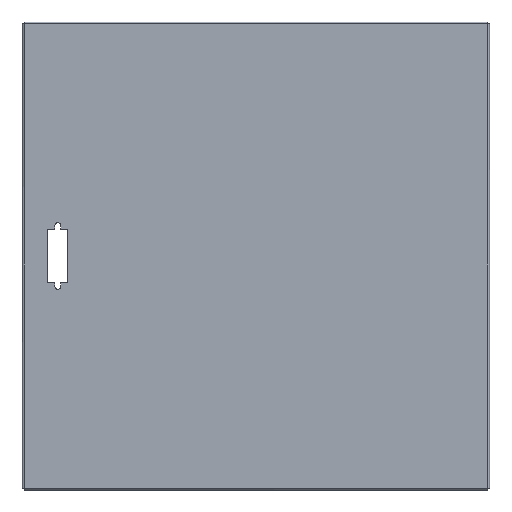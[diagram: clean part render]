
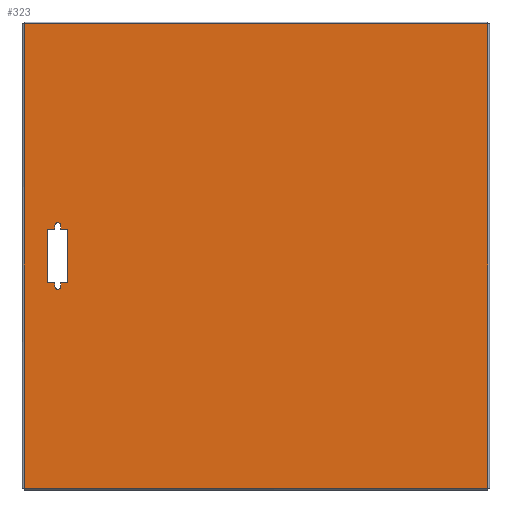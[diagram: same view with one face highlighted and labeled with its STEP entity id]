
A CAD part, top view. The second image highlights one B-rep face of the part: STEP entity #323.
In plain terms, the highlighted planar face has unit normal (0, 0, 1).
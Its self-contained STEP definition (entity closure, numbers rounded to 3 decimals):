
#184=CARTESIAN_POINT('',(302.79,-303.34,0.0));
#185=DIRECTION('',(0.0,0.0,-1.0));
#186=DIRECTION('',(-1.0,0.0,0.0));
#187=AXIS2_PLACEMENT_3D('',#184,#185,#186);
#188=PLANE('',#187);
#189=CARTESIAN_POINT('',(275.263,-275.763,0.));
#190=VERTEX_POINT('',#189);
#191=CARTESIAN_POINT('',(275.263,275.763,0.));
#192=VERTEX_POINT('',#191);
#193=CARTESIAN_POINT('',(275.263,-275.763,0.));
#194=DIRECTION('',(0.0,1.0,0.0));
#195=VECTOR('',#194,551.527);
#196=LINE('',#193,#195);
#197=EDGE_CURVE('',#190,#192,#196,.T.);
#198=ORIENTED_EDGE('',*,*,#197,.T.);
#199=CARTESIAN_POINT('',(-275.263,275.763,0.));
#200=VERTEX_POINT('',#199);
#201=CARTESIAN_POINT('',(275.263,275.763,0.));
#202=DIRECTION('',(-1.0,0.0,0.0));
#203=VECTOR('',#202,550.527);
#204=LINE('',#201,#203);
#205=EDGE_CURVE('',#192,#200,#204,.T.);
#206=ORIENTED_EDGE('',*,*,#205,.T.);
#207=CARTESIAN_POINT('',(-275.263,-275.763,0.));
#208=VERTEX_POINT('',#207);
#209=CARTESIAN_POINT('',(-275.263,275.763,0.));
#210=DIRECTION('',(0.0,-1.0,0.0));
#211=VECTOR('',#210,551.527);
#212=LINE('',#209,#211);
#213=EDGE_CURVE('',#200,#208,#212,.T.);
#214=ORIENTED_EDGE('',*,*,#213,.T.);
#215=CARTESIAN_POINT('',(-275.263,-275.763,0.));
#216=DIRECTION('',(1.0,0.0,0.0));
#217=VECTOR('',#216,550.527);
#218=LINE('',#215,#217);
#219=EDGE_CURVE('',#208,#190,#218,.T.);
#220=ORIENTED_EDGE('',*,*,#219,.T.);
#221=EDGE_LOOP('',(#198,#206,#214,#220));
#222=FACE_OUTER_BOUND('',#221,.T.);
#223=CARTESIAN_POINT('',(-231.7,31.5,0.0));
#224=VERTEX_POINT('',#223);
#225=CARTESIAN_POINT('',(-231.7,36.,0.0));
#226=VERTEX_POINT('',#225);
#227=CARTESIAN_POINT('',(-231.7,31.5,0.0));
#228=DIRECTION('',(0.0,1.0,0.0));
#229=VECTOR('',#228,4.5);
#230=LINE('',#227,#229);
#231=EDGE_CURVE('',#224,#226,#230,.T.);
#232=ORIENTED_EDGE('',*,*,#231,.F.);
#233=CARTESIAN_POINT('',(-223.2,31.5,0.0));
#234=VERTEX_POINT('',#233);
#235=CARTESIAN_POINT('',(-223.2,31.5,0.0));
#236=DIRECTION('',(-1.0,0.0,0.0));
#237=VECTOR('',#236,8.5);
#238=LINE('',#235,#237);
#239=EDGE_CURVE('',#234,#224,#238,.T.);
#240=ORIENTED_EDGE('',*,*,#239,.F.);
#241=CARTESIAN_POINT('',(-223.2,-31.5,0.0));
#242=VERTEX_POINT('',#241);
#243=CARTESIAN_POINT('',(-223.2,-31.5,0.0));
#244=DIRECTION('',(0.0,1.0,0.0));
#245=VECTOR('',#244,63.0);
#246=LINE('',#243,#245);
#247=EDGE_CURVE('',#242,#234,#246,.T.);
#248=ORIENTED_EDGE('',*,*,#247,.F.);
#249=CARTESIAN_POINT('',(-231.7,-31.5,0.0));
#250=VERTEX_POINT('',#249);
#251=CARTESIAN_POINT('',(-231.7,-31.5,0.0));
#252=DIRECTION('',(1.0,0.0,0.0));
#253=VECTOR('',#252,8.5);
#254=LINE('',#251,#253);
#255=EDGE_CURVE('',#250,#242,#254,.T.);
#256=ORIENTED_EDGE('',*,*,#255,.F.);
#257=CARTESIAN_POINT('',(-231.7,-36.,0.0));
#258=VERTEX_POINT('',#257);
#259=CARTESIAN_POINT('',(-231.7,-36.,0.0));
#260=DIRECTION('',(0.0,1.0,0.0));
#261=VECTOR('',#260,4.5);
#262=LINE('',#259,#261);
#263=EDGE_CURVE('',#258,#250,#262,.T.);
#264=ORIENTED_EDGE('',*,*,#263,.F.);
#265=CARTESIAN_POINT('',(-238.7,-36.,0.0));
#266=VERTEX_POINT('',#265);
#267=CARTESIAN_POINT('',(-235.2,-36.,0.0));
#268=DIRECTION('',(0.0,0.0,1.0));
#269=DIRECTION('',(1.0,0.0,0.0));
#270=AXIS2_PLACEMENT_3D('',#267,#268,#269);
#271=CIRCLE('',#270,3.5);
#272=EDGE_CURVE('',#266,#258,#271,.T.);
#273=ORIENTED_EDGE('',*,*,#272,.F.);
#274=CARTESIAN_POINT('',(-238.7,-31.5,0.0));
#275=VERTEX_POINT('',#274);
#276=CARTESIAN_POINT('',(-238.7,-31.5,0.0));
#277=DIRECTION('',(0.0,-1.0,0.0));
#278=VECTOR('',#277,4.5);
#279=LINE('',#276,#278);
#280=EDGE_CURVE('',#275,#266,#279,.T.);
#281=ORIENTED_EDGE('',*,*,#280,.F.);
#282=CARTESIAN_POINT('',(-247.2,-31.5,0.0));
#283=VERTEX_POINT('',#282);
#284=CARTESIAN_POINT('',(-247.2,-31.5,0.0));
#285=DIRECTION('',(1.0,0.0,0.0));
#286=VECTOR('',#285,8.5);
#287=LINE('',#284,#286);
#288=EDGE_CURVE('',#283,#275,#287,.T.);
#289=ORIENTED_EDGE('',*,*,#288,.F.);
#290=CARTESIAN_POINT('',(-247.2,31.5,0.0));
#291=VERTEX_POINT('',#290);
#292=CARTESIAN_POINT('',(-247.2,31.5,0.0));
#293=DIRECTION('',(0.0,-1.0,0.0));
#294=VECTOR('',#293,63.0);
#295=LINE('',#292,#294);
#296=EDGE_CURVE('',#291,#283,#295,.T.);
#297=ORIENTED_EDGE('',*,*,#296,.F.);
#298=CARTESIAN_POINT('',(-238.7,31.5,0.0));
#299=VERTEX_POINT('',#298);
#300=CARTESIAN_POINT('',(-238.7,31.5,0.0));
#301=DIRECTION('',(-1.0,0.0,0.0));
#302=VECTOR('',#301,8.5);
#303=LINE('',#300,#302);
#304=EDGE_CURVE('',#299,#291,#303,.T.);
#305=ORIENTED_EDGE('',*,*,#304,.F.);
#306=CARTESIAN_POINT('',(-238.7,36.,0.0));
#307=VERTEX_POINT('',#306);
#308=CARTESIAN_POINT('',(-238.7,36.,0.0));
#309=DIRECTION('',(0.0,-1.0,0.0));
#310=VECTOR('',#309,4.5);
#311=LINE('',#308,#310);
#312=EDGE_CURVE('',#307,#299,#311,.T.);
#313=ORIENTED_EDGE('',*,*,#312,.F.);
#314=CARTESIAN_POINT('',(-235.2,36.,0.0));
#315=DIRECTION('',(0.0,0.0,1.0));
#316=DIRECTION('',(1.0,0.0,0.0));
#317=AXIS2_PLACEMENT_3D('',#314,#315,#316);
#318=CIRCLE('',#317,3.5);
#319=EDGE_CURVE('',#226,#307,#318,.T.);
#320=ORIENTED_EDGE('',*,*,#319,.F.);
#321=EDGE_LOOP('',(#232,#240,#248,#256,#264,#273,#281,#289,#297,#305,#313,#320));
#322=FACE_BOUND('',#321,.T.);
#323=ADVANCED_FACE('',(#222,#322),#188,.F.);
